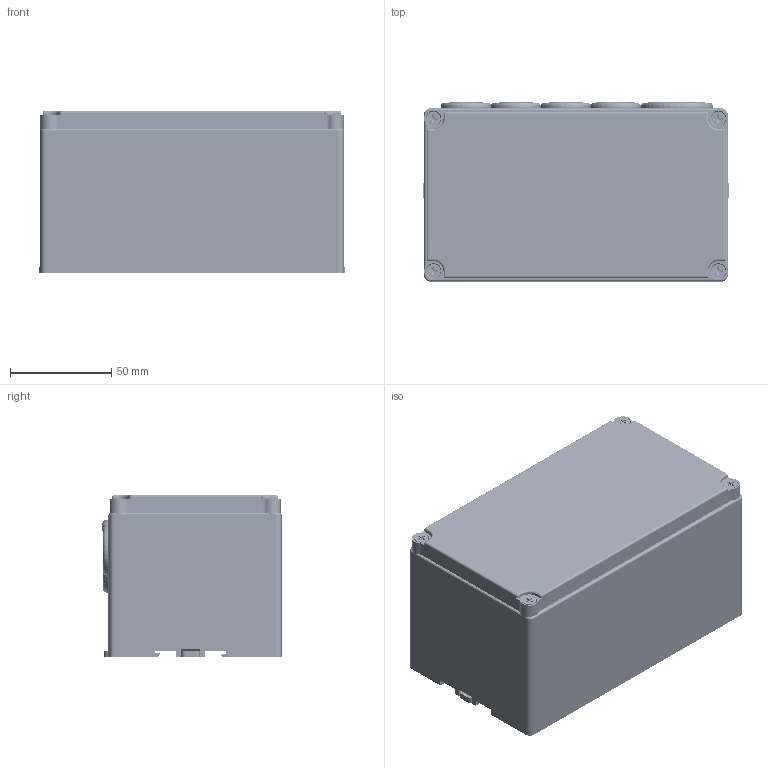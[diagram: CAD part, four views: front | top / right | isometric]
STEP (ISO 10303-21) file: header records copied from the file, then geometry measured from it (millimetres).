
FILE_DESCRIPTION(/* description */ (''),/* implementation_level */ '2;1');
FILE_NAME(/* name */ '',/* time_stamp */ '2025-01-22T10:58:32+08:00',/* author */ (''),/* organization */ (''),/* preprocessor_version */ 'ST-DEVELOPER v14',/* originating_system */ 'SIEMENS PLM Software NX 8.0',/* authorisation */ '');
FILE_SCHEMA (('AUTOMOTIVE_DESIGN { 1 0 10303 214 3 1 1 1 }'));
Products named in the file (1): Admi6078DC6Cgsbv
Bounding box: 151.4 x 88.49 x 80 mm (x, y, z)
Volume: 400843.3 mm3; surface area: 163702.4 mm2
Topology: 8 solids, 17 shells, 2469 faces, 6777 edges, 4506 vertices
Faces by surface type: plane 1702, cylinder 695, cone 26, bspline 20, torus 18, sphere 8
Full cylindrical faces by diameter (mm): 1.168 x132, 1.178 x44, 2.3 x2, 2.8 x1, 3 x1, 3.2 x1, 4.2 x4, 5 x39, 5.548 x6, 6 x8, 7.1 x4, 18 x4, 20 x3, 29 x1
Entity records: 131838 total; most frequent: CARTESIAN_POINT 58396, ORIENTED_EDGE 12792, DIRECTION 12713, EDGE_CURVE 6396, LINE 4749, VECTOR 4749, VERTEX_POINT 4404, AXIS2_PLACEMENT_3D 3982
